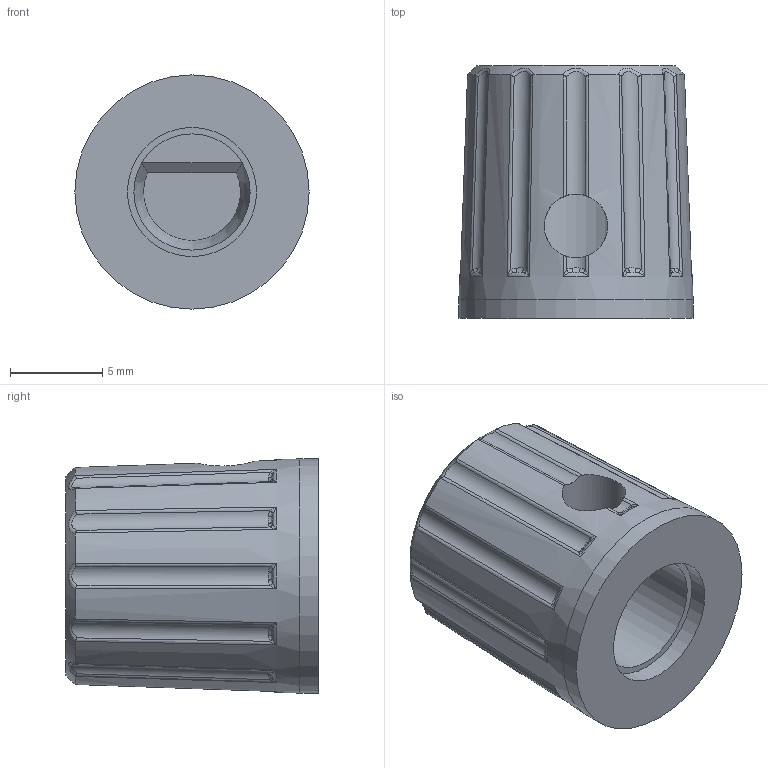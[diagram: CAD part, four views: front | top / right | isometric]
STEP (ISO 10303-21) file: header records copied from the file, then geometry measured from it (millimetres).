
FILE_DESCRIPTION(/* description */ (''),/* implementation_level */ '2;1');
FILE_NAME(/* name */ 'DDI Button (ben) v0.step',/* time_stamp */ '2021-01-24T14:12:43+10:00',/* author */ (''),/* organization */ (''),/* preprocessor_version */ 'ST-DEVELOPER v18.1',/* originating_system */ 'Autodesk Translation Framework v9.7.1.1290',/* authorisation */ '');
FILE_SCHEMA (('AUTOMOTIVE_DESIGN { 1 0 10303 214 3 1 1 }','TECHNICAL_DATA_PACKAGING'));
Length unit declared in the file: millimetre
Products named in the file (1): DDI Button (ben)
Bounding box: 12.7 x 13.7 x 12.7 mm (x, y, z)
Volume: 1271.4 mm3; surface area: 989.3 mm2
Topology: 1 solids, 1 shells, 137 faces, 389 edges, 231 vertices
Faces by surface type: bspline 96, cylinder 19, torus 12, plane 7, cone 3
Full cylindrical faces by diameter (mm): 3.454 x1, 6.3 x1, 7 x1, 12.7 x1
Entity records: 7680 total; most frequent: CARTESIAN_POINT 5003, ORIENTED_EDGE 730, EDGE_CURVE 365, DIRECTION 319, B_SPLINE_CURVE_WITH_KNOTS 238, VERTEX_POINT 231, AXIS2_PLACEMENT_3D 152, EDGE_LOOP 140
